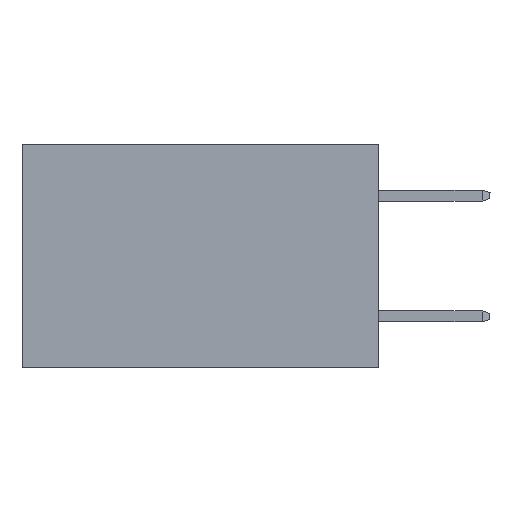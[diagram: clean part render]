
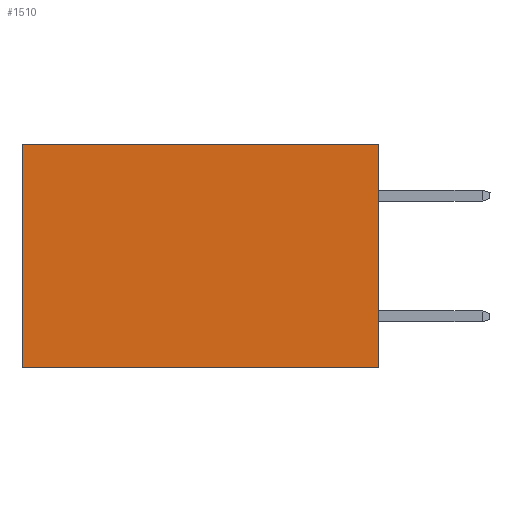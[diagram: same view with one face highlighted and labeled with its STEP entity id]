
A CAD part, left-side view. The second image highlights one B-rep face of the part: STEP entity #1510.
In plain terms, the highlighted planar face has unit normal (-1, 0, 0).
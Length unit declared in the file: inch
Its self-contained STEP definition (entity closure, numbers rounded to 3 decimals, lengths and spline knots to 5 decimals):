
#50 = ORIENTED_EDGE ( 'NONE', *, *, #12026, .T. ) ;
#67 = CARTESIAN_POINT ( 'NONE',  ( 0.277, 0., -0.37 ) ) ;
#584 = DIRECTION ( 'NONE',  ( 0., 0., -1. ) ) ;
#877 = CARTESIAN_POINT ( 'NONE',  ( 0.277, 0., -0.37 ) ) ;
#1200 = CARTESIAN_POINT ( 'NONE',  ( 0.277, 0., 0. ) ) ;
#1510 = ADVANCED_FACE ( 'NONE', ( #4845 ), #11206, .F. ) ;
#1786 = EDGE_CURVE ( 'NONE', #7513, #11853, #9776, .T. ) ;
#2120 = VERTEX_POINT ( 'NONE', #8871 ) ;
#2546 = CARTESIAN_POINT ( 'NONE',  ( 0.277, 0.59, 0. ) ) ;
#2603 = VECTOR ( 'NONE', #11964, 39.37008 ) ;
#3609 = VECTOR ( 'NONE', #9516, 39.37008 ) ;
#3749 = CARTESIAN_POINT ( 'NONE',  ( 0.277, 0., -0.37 ) ) ;
#3890 = EDGE_LOOP ( 'NONE', ( #50, #5822, #6155, #9071 ) ) ;
#4109 = DIRECTION ( 'NONE',  ( 0., 1., 0. ) ) ;
#4188 = VECTOR ( 'NONE', #4109, 39.37008 ) ;
#4845 = FACE_OUTER_BOUND ( 'NONE', #3890, .T. ) ;
#5822 = ORIENTED_EDGE ( 'NONE', *, *, #7218, .F. ) ;
#5869 = LINE ( 'NONE', #1200, #2603 ) ;
#5873 = VERTEX_POINT ( 'NONE', #2546 ) ;
#6155 = ORIENTED_EDGE ( 'NONE', *, *, #1786, .F. ) ;
#6561 = LINE ( 'NONE', #13674, #3609 ) ;
#7177 = LINE ( 'NONE', #877, #4188 ) ;
#7218 = EDGE_CURVE ( 'NONE', #11853, #2120, #7177, .T. ) ;
#7513 = VERTEX_POINT ( 'NONE', #12031 ) ;
#8871 = CARTESIAN_POINT ( 'NONE',  ( 0.277, 0.59, -0.37 ) ) ;
#9071 = ORIENTED_EDGE ( 'NONE', *, *, #11661, .T. ) ;
#9417 = CARTESIAN_POINT ( 'NONE',  ( 0.277, 0., -0.37 ) ) ;
#9516 = DIRECTION ( 'NONE',  ( 0., 0., -1. ) ) ;
#9776 = LINE ( 'NONE', #67, #12870 ) ;
#9855 = DIRECTION ( 'NONE',  ( 1., 0., 0. ) ) ;
#9929 = DIRECTION ( 'NONE',  ( 0., 0., -1. ) ) ;
#11206 = PLANE ( 'NONE',  #13528 ) ;
#11661 = EDGE_CURVE ( 'NONE', #7513, #5873, #5869, .T. ) ;
#11853 = VERTEX_POINT ( 'NONE', #3749 ) ;
#11964 = DIRECTION ( 'NONE',  ( 0., 1., 0. ) ) ;
#12026 = EDGE_CURVE ( 'NONE', #5873, #2120, #6561, .T. ) ;
#12031 = CARTESIAN_POINT ( 'NONE',  ( 0.277, 0., 0. ) ) ;
#12870 = VECTOR ( 'NONE', #584, 39.37008 ) ;
#13528 = AXIS2_PLACEMENT_3D ( 'NONE', #9417, #9855, #9929 ) ;
#13674 = CARTESIAN_POINT ( 'NONE',  ( 0.277, 0.59, -0.37 ) ) ;
